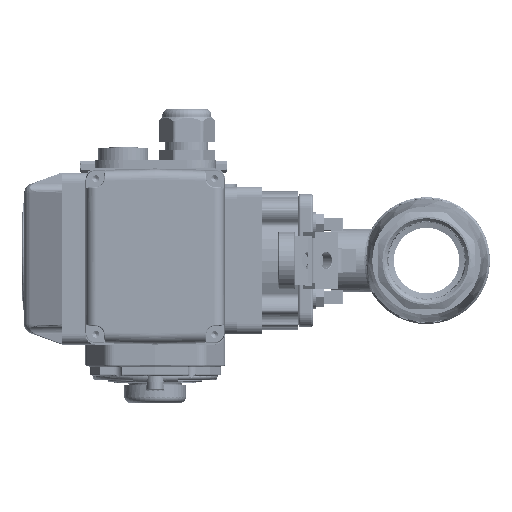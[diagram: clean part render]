
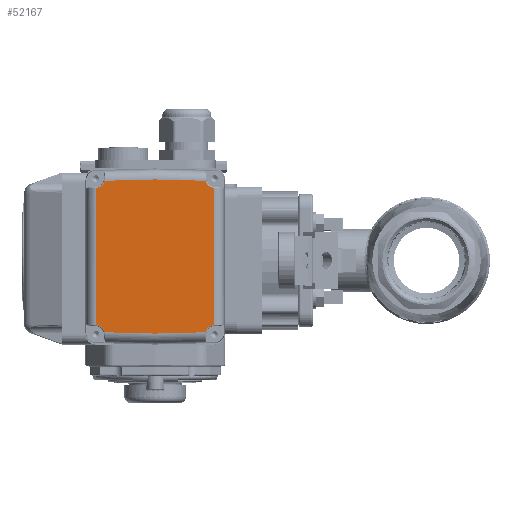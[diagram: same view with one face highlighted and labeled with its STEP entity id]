
A CAD part, left-side view. The second image highlights one B-rep face of the part: STEP entity #52167.
In plain terms, the highlighted face is planar.
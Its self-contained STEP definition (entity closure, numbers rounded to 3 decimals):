
#3278=LINE('',#87979,#7036);
#3280=LINE('',#87988,#7038);
#3282=LINE('',#87991,#7040);
#3284=LINE('',#87995,#7042);
#3286=LINE('',#88003,#7044);
#3288=LINE('',#88006,#7046);
#7036=VECTOR('',#65737,1000.);
#7038=VECTOR('',#65741,1000.);
#7040=VECTOR('',#65745,1000.);
#7042=VECTOR('',#65749,1000.);
#7044=VECTOR('',#65753,1000.);
#7046=VECTOR('',#65757,1000.);
#9937=CIRCLE('',#56227,4.5);
#9945=CIRCLE('',#56242,4.5);
#9953=CIRCLE('',#56255,4.5);
#9961=CIRCLE('',#56270,4.5);
#12086=PLANE('',#56383);
#19454=ORIENTED_EDGE('',*,*,#31688,.T.);
#19455=ORIENTED_EDGE('',*,*,#31603,.T.);
#19456=ORIENTED_EDGE('',*,*,#31698,.T.);
#19457=ORIENTED_EDGE('',*,*,#31695,.T.);
#19458=ORIENTED_EDGE('',*,*,#31669,.T.);
#19459=ORIENTED_EDGE('',*,*,#31700,.T.);
#19460=ORIENTED_EDGE('',*,*,#31647,.T.);
#19461=ORIENTED_EDGE('',*,*,#31691,.T.);
#19462=ORIENTED_EDGE('',*,*,#31693,.T.);
#19463=ORIENTED_EDGE('',*,*,#31625,.T.);
#31603=EDGE_CURVE('',#38340,#38338,#9937,.T.);
#31625=EDGE_CURVE('',#38356,#38354,#9945,.T.);
#31647=EDGE_CURVE('',#38372,#38370,#9953,.T.);
#31669=EDGE_CURVE('',#38388,#38386,#9961,.T.);
#31688=EDGE_CURVE('',#38354,#38340,#3278,.T.);
#31691=EDGE_CURVE('',#38370,#38405,#3280,.T.);
#31693=EDGE_CURVE('',#38405,#38356,#3282,.T.);
#31695=EDGE_CURVE('',#38407,#38388,#3284,.T.);
#31698=EDGE_CURVE('',#38338,#38407,#3286,.T.);
#31700=EDGE_CURVE('',#38386,#38372,#3288,.T.);
#38338=VERTEX_POINT('',#87364);
#38340=VERTEX_POINT('',#87376);
#38354=VERTEX_POINT('',#87525);
#38356=VERTEX_POINT('',#87531);
#38370=VERTEX_POINT('',#87700);
#38372=VERTEX_POINT('',#87712);
#38386=VERTEX_POINT('',#87861);
#38388=VERTEX_POINT('',#87867);
#38405=VERTEX_POINT('',#87987);
#38407=VERTEX_POINT('',#87996);
#44249=EDGE_LOOP('',(#19454,#19455,#19456,#19457,#19458,#19459,#19460,#19461,
#19462,#19463));
#47783=FACE_BOUND('',#44249,.T.);
#52167=ADVANCED_FACE('',(#47783),#12086,.T.);
#56227=AXIS2_PLACEMENT_3D('',#87379,#65592,#65593);
#56242=AXIS2_PLACEMENT_3D('',#87534,#65630,#65631);
#56255=AXIS2_PLACEMENT_3D('',#87715,#65660,#65661);
#56270=AXIS2_PLACEMENT_3D('',#87870,#65698,#65699);
#56383=AXIS2_PLACEMENT_3D('',#88985,#65996,#65997);
#65592=DIRECTION('',(0.,-1.,0.));
#65593=DIRECTION('',(0.,0.,1.));
#65630=DIRECTION('',(0.,-1.,0.));
#65631=DIRECTION('',(0.,0.,1.));
#65660=DIRECTION('',(0.,-1.,0.));
#65661=DIRECTION('',(0.,0.,1.));
#65698=DIRECTION('',(0.,-1.,0.));
#65699=DIRECTION('',(0.,0.,1.));
#65737=DIRECTION('',(1.,0.,0.));
#65741=DIRECTION('',(-0.026,0.,1.));
#65745=DIRECTION('',(0.026,0.,1.));
#65749=DIRECTION('',(-0.026,0.,-1.));
#65753=DIRECTION('',(0.026,0.,-1.));
#65757=DIRECTION('',(-1.,0.,0.));
#65996=DIRECTION('',(0.,1.,0.));
#65997=DIRECTION('',(0.,0.,1.));
#87364=CARTESIAN_POINT('',(36.98,12.,24.617));
#87376=CARTESIAN_POINT('',(33.516,12.,28.626));
#87379=CARTESIAN_POINT('',(38.,12.,29.));
#87525=CARTESIAN_POINT('',(-33.516,12.,28.626));
#87531=CARTESIAN_POINT('',(-36.98,12.,24.617));
#87534=CARTESIAN_POINT('',(-38.,12.,29.));
#87700=CARTESIAN_POINT('',(-36.98,12.,-24.617));
#87712=CARTESIAN_POINT('',(-33.516,12.,-28.626));
#87715=CARTESIAN_POINT('',(-38.,12.,-29.));
#87861=CARTESIAN_POINT('',(33.516,12.,-28.626));
#87867=CARTESIAN_POINT('',(36.98,12.,-24.617));
#87870=CARTESIAN_POINT('',(38.,12.,-29.));
#87979=CARTESIAN_POINT('',(33.627,12.,28.626));
#87987=CARTESIAN_POINT('',(-37.624,12.,0.));
#87988=CARTESIAN_POINT('',(-37.628,12.,0.124));
#87991=CARTESIAN_POINT('',(-36.983,12.,24.513));
#87995=CARTESIAN_POINT('',(36.983,12.,-24.513));
#87996=CARTESIAN_POINT('',(37.624,12.,0.));
#88003=CARTESIAN_POINT('',(37.628,12.,-0.124));
#88006=CARTESIAN_POINT('',(-33.627,12.,-28.626));
#88985=CARTESIAN_POINT('',(-37.239,12.,-29.));
